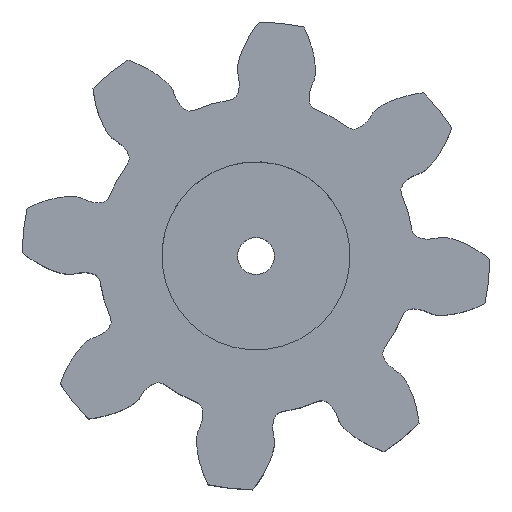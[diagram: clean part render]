
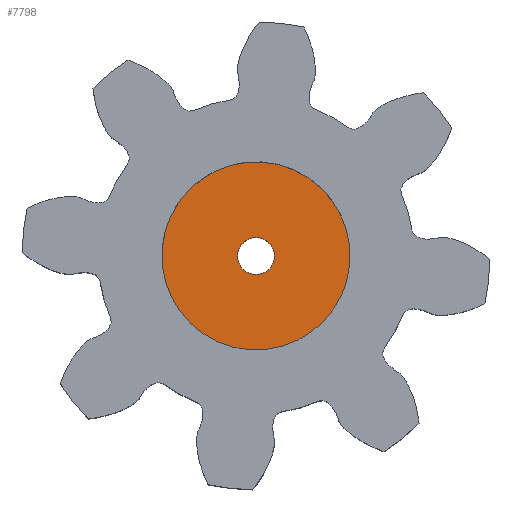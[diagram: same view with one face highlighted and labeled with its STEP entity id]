
A CAD part, top view. The second image highlights one B-rep face of the part: STEP entity #7798.
In plain terms, the highlighted planar face has unit normal (0, 0, 1).
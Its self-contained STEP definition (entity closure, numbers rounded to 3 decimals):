
#386=FACE_BOUND('',#1135,.T.);
#389=PLANE('',#8193);
#761=FACE_OUTER_BOUND('',#1134,.T.);
#1134=EDGE_LOOP('',(#5579));
#1135=EDGE_LOOP('',(#5580));
#3722=CIRCLE('',#8192,2.55);
#3723=CIRCLE('',#8194,0.5);
#3726=VERTEX_POINT('',#10433);
#3727=VERTEX_POINT('',#10437);
#4467=EDGE_CURVE('',#3726,#3726,#3722,.T.);
#4468=EDGE_CURVE('',#3727,#3727,#3723,.T.);
#5579=ORIENTED_EDGE('',*,*,#4467,.F.);
#5580=ORIENTED_EDGE('',*,*,#4468,.F.);
#7798=ADVANCED_FACE('',(#761,#386),#389,.T.);
#8192=AXIS2_PLACEMENT_3D('',#10435,#8574,#8575);
#8193=AXIS2_PLACEMENT_3D('',#10436,#8576,#8577);
#8194=AXIS2_PLACEMENT_3D('',#10438,#8578,#8579);
#8574=DIRECTION('center_axis',(0.,0.,-1.));
#8575=DIRECTION('ref_axis',(0.998,-0.062,0.));
#8576=DIRECTION('center_axis',(0.,0.,1.));
#8577=DIRECTION('ref_axis',(1.,0.,0.));
#8578=DIRECTION('center_axis',(0.,0.,1.));
#8579=DIRECTION('ref_axis',(-1.,0.,0.));
#10433=CARTESIAN_POINT('',(-2.545,0.158,1.5));
#10435=CARTESIAN_POINT('Origin',(0.,0.,1.5));
#10436=CARTESIAN_POINT('Origin',(0.,0.,1.5));
#10437=CARTESIAN_POINT('',(0.5,0.,1.5));
#10438=CARTESIAN_POINT('Origin',(0.,0.,1.5));
